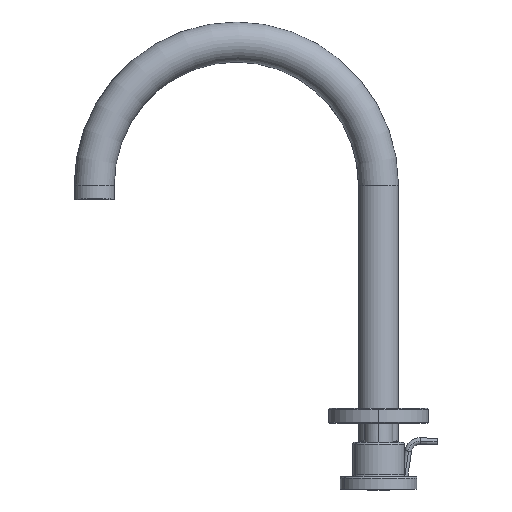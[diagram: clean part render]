
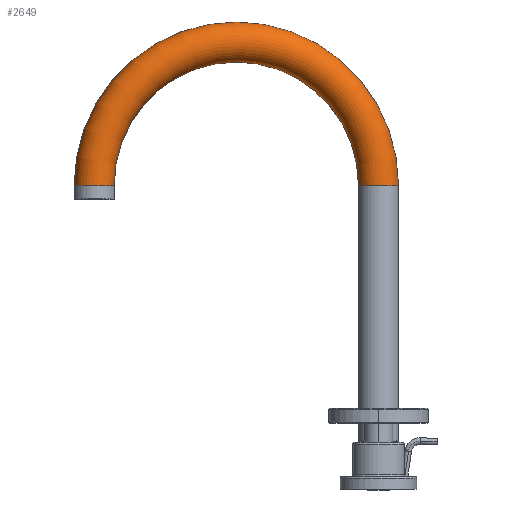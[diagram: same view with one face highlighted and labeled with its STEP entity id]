
A CAD part, left-side view. The second image highlights one B-rep face of the part: STEP entity #2649.
In plain terms, the highlighted toroidal (fillet/blend) face has major radius 86 mm and minor radius 12 mm.
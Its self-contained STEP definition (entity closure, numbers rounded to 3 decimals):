
#2597=CARTESIAN_POINT('Vertex',(-22.078,158.469,164.732)) ;
#2600=CARTESIAN_POINT('Axis2P3D Location',(-23.734,170.355,164.732)) ;
#2604=CARTESIAN_POINT('Vertex',(-25.39,182.24,164.732)) ;
#2619=CARTESIAN_POINT('Axis2P3D Location',(-11.867,85.177,164.732)) ;
#2624=CARTESIAN_POINT('Axis2P3D Location',(-11.867,85.177,164.732)) ;
#2628=CARTESIAN_POINT('Vertex',(1.656,-11.885,164.732)) ;
#2631=CARTESIAN_POINT('Axis2P3D Location',(-11.867,85.177,164.732)) ;
#2635=CARTESIAN_POINT('Vertex',(-1.656,11.885,164.732)) ;
#2638=CARTESIAN_POINT('Axis2P3D Location',(0.,0.,164.732)) ;
#2601=DIRECTION('Axis2P3D Direction',(0.,0.,-1.)) ;
#2620=DIRECTION('Axis2P3D Direction',(0.99,0.138,0.)) ;
#2621=DIRECTION('Axis2P3D XDirection',(-0.138,0.99,0.)) ;
#2625=DIRECTION('Axis2P3D Direction',(0.99,0.138,-0.)) ;
#2632=DIRECTION('Axis2P3D Direction',(0.99,0.138,-0.)) ;
#2639=DIRECTION('Axis2P3D Direction',(0.,0.,1.)) ;
#2602=AXIS2_PLACEMENT_3D('Circle Axis2P3D',#2600,#2601,$) ;
#2622=AXIS2_PLACEMENT_3D('Torus Axis2P3D',#2619,#2620,#2621) ;
#2626=AXIS2_PLACEMENT_3D('Circle Axis2P3D',#2624,#2625,$) ;
#2633=AXIS2_PLACEMENT_3D('Circle Axis2P3D',#2631,#2632,$) ;
#2640=AXIS2_PLACEMENT_3D('Circle Axis2P3D',#2638,#2639,$) ;
#2603=CIRCLE('generated circle',#2602,12.) ;
#2627=CIRCLE('generated circle',#2626,98.) ;
#2634=CIRCLE('generated circle',#2633,74.) ;
#2641=CIRCLE('generated circle',#2640,12.) ;
#2623=TOROIDAL_SURFACE('homeo Torus',#2622,86.,12.) ;
#2606=EDGE_CURVE('',#2605,#2598,#2603,.F.) ;
#2630=EDGE_CURVE('',#2605,#2629,#2627,.T.) ;
#2637=EDGE_CURVE('',#2598,#2636,#2634,.T.) ;
#2642=EDGE_CURVE('',#2629,#2636,#2641,.F.) ;
#2644=ORIENTED_EDGE('',*,*,#2630,.F.) ;
#2645=ORIENTED_EDGE('',*,*,#2606,.T.) ;
#2646=ORIENTED_EDGE('',*,*,#2637,.T.) ;
#2647=ORIENTED_EDGE('',*,*,#2642,.F.) ;
#2643=EDGE_LOOP('',(#2644,#2645,#2646,#2647)) ;
#2598=VERTEX_POINT('',#2597) ;
#2605=VERTEX_POINT('',#2604) ;
#2629=VERTEX_POINT('',#2628) ;
#2636=VERTEX_POINT('',#2635) ;
#2649=ADVANCED_FACE('Croci.1\\PR97902.1\\P45332.1\\PartBody',(#2648),#2623,.T.) ;
#2648=FACE_OUTER_BOUND('',#2643,.T.) ;
